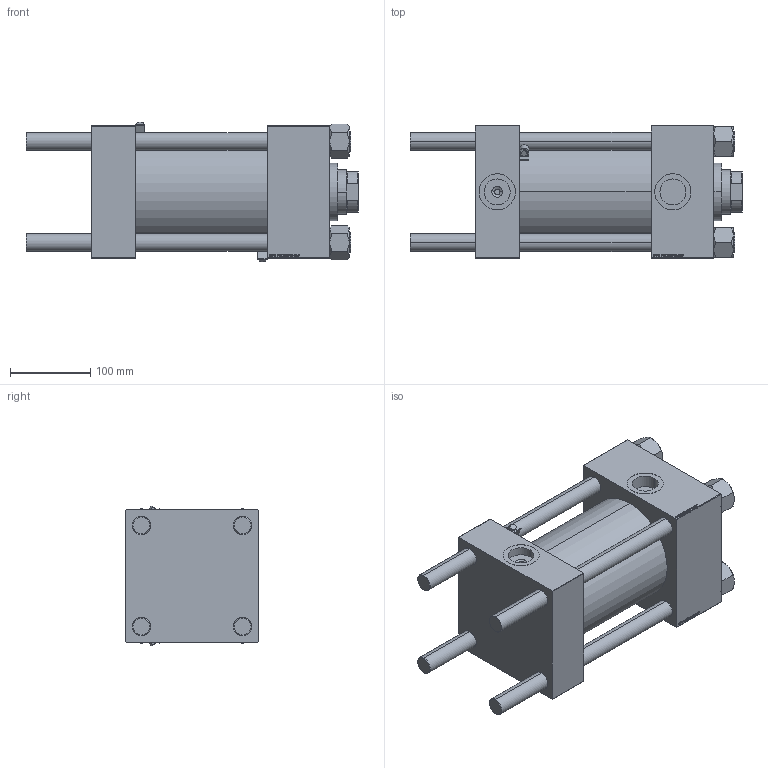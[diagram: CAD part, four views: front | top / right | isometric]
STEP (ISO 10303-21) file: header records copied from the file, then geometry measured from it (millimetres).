
FILE_DESCRIPTION (( 'STEP AP203' ), '1' );
FILE_NAME ('2745.STEP', '2024-02-07T05:41:30', ( '' ), ( '' ), 'SwSTEP 2.0', 'SolidWorks 2019', '' );
FILE_SCHEMA (( 'CONFIG_CONTROL_DESIGN' ));
Length unit declared in the file: millimetre
Products named in the file (7): CR025_012_A_0_G_A_G_M_020_+#_##_TYCINKA 88e0637e963599777a614284f3cb53b9; V215_VC_A 88e0637e963599777a614284f3cb53b9; 2745; V215CR_BODY_A 88e0637e963599777a614284f3cb53b9; NUT_M5 88e0637e963599777a614284f3cb53b9; V215CR_VCP 88e0637e963599777a614284f3cb53b9; MSRF_MSRG1 88e0637e963599777a614284f3cb53b9
Assembly tree (13 placements, depth 2):
  2745
    V215CR_BODY_A 88e0637e963599777a614284f3cb53b9
    CR025_012_A_0_G_A_G_M_020_+#_##_TYCINKA 88e0637e963599777a614284f3cb53b9  x4
    NUT_M5 88e0637e963599777a614284f3cb53b9  x4
    V215CR_VCP 88e0637e963599777a614284f3cb53b9
    V215_VC_A 88e0637e963599777a614284f3cb53b9
    MSRF_MSRG1 88e0637e963599777a614284f3cb53b9  x2
Bounding box: 413 x 165 x 173.84 mm (x, y, z)
Volume: 5104170.6 mm3; surface area: 654237.1 mm2
Topology: 13 solids, 13 shells, 1246 faces, 3156 edges, 2055 vertices
Faces by surface type: plane 604, bspline 392, cone 136, cylinder 106, torus 8
Entity records: 51414 total; most frequent: CARTESIAN_POINT 27343, ORIENTED_EDGE 5426, DIRECTION 3463, EDGE_CURVE 2713, VERTEX_POINT 1785, VECTOR 1653, LINE 1653, EDGE_LOOP 1190
